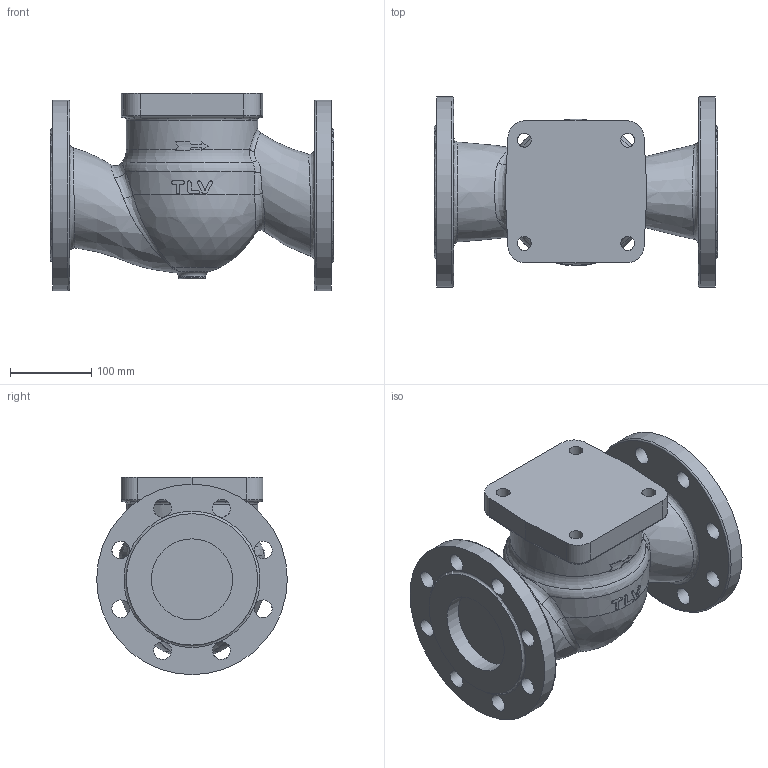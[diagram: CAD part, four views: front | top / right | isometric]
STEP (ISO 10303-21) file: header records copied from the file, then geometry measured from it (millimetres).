
FILE_DESCRIPTION(/* description */ (''),/* implementation_level */ '2;1');
FILE_NAME(/* name */ 'rct2d-100-e0025-00.stp',/* time_stamp */ '2018-11-13T07:31:51+09:00',/* author */ ('nakaot'),/* organization */ (''),/* preprocessor_version */ 'ST-DEVELOPER v15.6',/* originating_system */ 'Autodesk Inventor 2015',/* authorisation */ '');
FILE_SCHEMA (('CONFIG_CONTROL_DESIGN'));
Length unit declared in the file: millimetre
Products named in the file (1): rct2d-100-e0025-00
Bounding box: 350 x 235 x 243.37 mm (x, y, z)
Volume: 7664257.7 mm3; surface area: 408577.8 mm2
Topology: 1 solids, 1 shells, 133 faces, 373 edges, 233 vertices
Faces by surface type: bspline 43, cylinder 43, plane 33, torus 13, cone 1
Full cylindrical faces by diameter (mm): 17.294 x4, 22 x16, 34 x1, 100 x2, 162 x1, 235 x2
Entity records: 6435 total; most frequent: CARTESIAN_POINT 3422, ORIENTED_EDGE 626, DIRECTION 552, EDGE_CURVE 313, AXIS2_PLACEMENT_3D 238, VERTEX_POINT 207, EDGE_LOOP 198, CIRCLE 145
